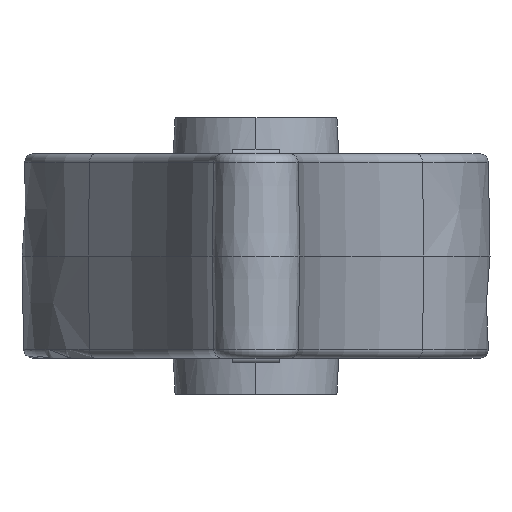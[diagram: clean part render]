
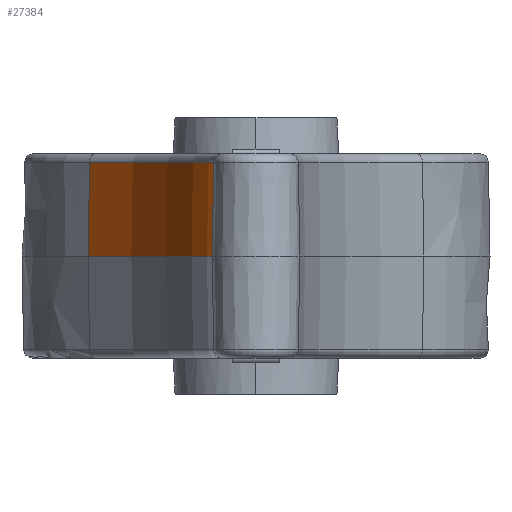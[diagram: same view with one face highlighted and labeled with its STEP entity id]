
A CAD part, front view. The second image highlights one B-rep face of the part: STEP entity #27384.
In plain terms, the highlighted conical face has half-angle 1 degrees and reference radius 23.721 mm.
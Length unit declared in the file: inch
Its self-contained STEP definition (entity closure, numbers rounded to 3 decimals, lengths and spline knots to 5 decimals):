
#55 = DIRECTION ( 'NONE',  ( 0., 0., 1. ) ) ;
#1032 = EDGE_CURVE ( 'NONE', #28019, #20531, #26064, .T. ) ;
#1096 = DIRECTION ( 'NONE',  ( -0.017, 0., -1. ) ) ;
#1533 = EDGE_LOOP ( 'NONE', ( #12449, #29170, #5943, #9750 ) ) ;
#3782 = AXIS2_PLACEMENT_3D ( 'NONE', #11428, #25621, #22547 ) ;
#4077 = CARTESIAN_POINT ( 'NONE',  ( -1.02764, -1., 0. ) ) ;
#5943 = ORIENTED_EDGE ( 'NONE', *, *, #28991, .T. ) ;
#6685 = FACE_OUTER_BOUND ( 'NONE', #1533, .T. ) ;
#9553 = DIRECTION ( 'NONE',  ( 1., 0., 0. ) ) ;
#9750 = ORIENTED_EDGE ( 'NONE', *, *, #34013, .T. ) ;
#11181 = DIRECTION ( 'NONE',  ( 1., 0., 0. ) ) ;
#11344 = AXIS2_PLACEMENT_3D ( 'NONE', #4077, #31393, #9553 ) ;
#11428 = CARTESIAN_POINT ( 'NONE',  ( -1.02764, -1., 0. ) ) ;
#11576 = VECTOR ( 'NONE', #1096, 39.37008 ) ;
#12449 = ORIENTED_EDGE ( 'NONE', *, *, #1032, .F. ) ;
#13077 = VERTEX_POINT ( 'NONE', #24728 ) ;
#13887 = DIRECTION ( 'NONE',  ( -0.013, -0.012, -1. ) ) ;
#14952 = EDGE_CURVE ( 'NONE', #28019, #13077, #17998, .T. ) ;
#16708 = VECTOR ( 'NONE', #13887, 39.37008 ) ;
#17552 = CARTESIAN_POINT ( 'NONE',  ( -0.09375, -1., 0. ) ) ;
#17998 = CIRCLE ( 'NONE', #20303, 0.93737 ) ;
#18270 = CARTESIAN_POINT ( 'NONE',  ( -0.09027, -1., 0.19941 ) ) ;
#19512 = CIRCLE ( 'NONE', #11344, 0.93389 ) ;
#19947 = CARTESIAN_POINT ( 'NONE',  ( -0.09375, -1., 0. ) ) ;
#20303 = AXIS2_PLACEMENT_3D ( 'NONE', #30459, #55, #11181 ) ;
#20531 = VERTEX_POINT ( 'NONE', #19947 ) ;
#21270 = CONICAL_SURFACE ( 'NONE', #3782, 0.93389, 0.017 ) ;
#22547 = DIRECTION ( 'NONE',  ( 1., 0., 0. ) ) ;
#24728 = CARTESIAN_POINT ( 'NONE',  ( -0.35585, -0.34627, 0.19941 ) ) ;
#25181 = CARTESIAN_POINT ( 'NONE',  ( -0.35834, -0.3487, 0. ) ) ;
#25621 = DIRECTION ( 'NONE',  ( 0., 0., 1. ) ) ;
#26064 = LINE ( 'NONE', #17552, #11576 ) ;
#27384 = ADVANCED_FACE ( 'NONE', ( #6685 ), #21270, .F. ) ;
#27706 = LINE ( 'NONE', #33689, #16708 ) ;
#28019 = VERTEX_POINT ( 'NONE', #18270 ) ;
#28991 = EDGE_CURVE ( 'NONE', #13077, #35424, #27706, .T. ) ;
#29170 = ORIENTED_EDGE ( 'NONE', *, *, #14952, .T. ) ;
#30459 = CARTESIAN_POINT ( 'NONE',  ( -1.02764, -1., 0.19941 ) ) ;
#31393 = DIRECTION ( 'NONE',  ( 0., 0., -1. ) ) ;
#33689 = CARTESIAN_POINT ( 'NONE',  ( -0.35834, -0.3487, 0. ) ) ;
#34013 = EDGE_CURVE ( 'NONE', #35424, #20531, #19512, .T. ) ;
#35424 = VERTEX_POINT ( 'NONE', #25181 ) ;
